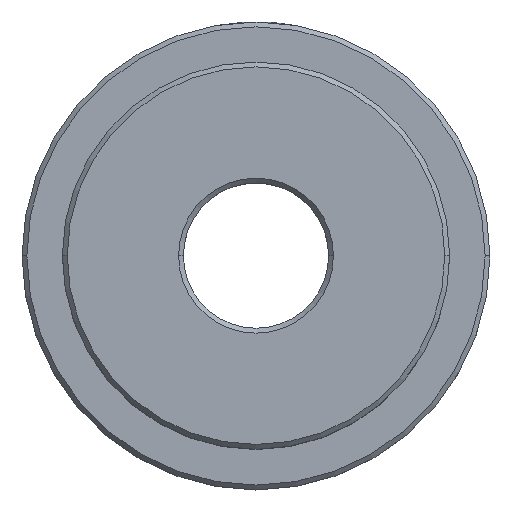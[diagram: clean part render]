
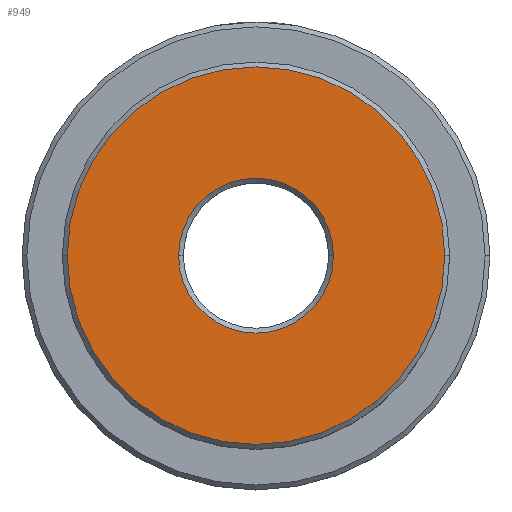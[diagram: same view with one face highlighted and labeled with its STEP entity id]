
A CAD part, top view. The second image highlights one B-rep face of the part: STEP entity #949.
In plain terms, the highlighted planar face has unit normal (0, 0, 1).
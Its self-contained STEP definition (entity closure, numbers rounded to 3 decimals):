
#97 = EDGE_CURVE ( 'NONE', #1324, #790, #212, .T. ) ;
#114 = CARTESIAN_POINT ( 'NONE',  ( 0., 0., 14. ) ) ;
#137 = DIRECTION ( 'NONE',  ( 0., 0., -1. ) ) ;
#178 = ORIENTED_EDGE ( 'NONE', *, *, #1402, .T. ) ;
#212 = CIRCLE ( 'NONE', #1408, 11.7 ) ;
#243 = CARTESIAN_POINT ( 'NONE',  ( -11.7, 0., 14. ) ) ;
#244 = CARTESIAN_POINT ( 'NONE',  ( -4.8, 0., 14. ) ) ;
#311 = ORIENTED_EDGE ( 'NONE', *, *, #831, .T. ) ;
#352 = DIRECTION ( 'NONE',  ( 0., 0., 1. ) ) ;
#364 = CARTESIAN_POINT ( 'NONE',  ( 4.8, 0., 14. ) ) ;
#378 = CARTESIAN_POINT ( 'NONE',  ( 0., 0., 14. ) ) ;
#394 = AXIS2_PLACEMENT_3D ( 'NONE', #467, #1257, #575 ) ;
#400 = FACE_OUTER_BOUND ( 'NONE', #1028, .T. ) ;
#457 = AXIS2_PLACEMENT_3D ( 'NONE', #378, #1387, #700 ) ;
#467 = CARTESIAN_POINT ( 'NONE',  ( 0., 0., 14. ) ) ;
#575 = DIRECTION ( 'NONE',  ( 1., 0., 0. ) ) ;
#585 = DIRECTION ( 'NONE',  ( 0., 0., 1. ) ) ;
#591 = PLANE ( 'NONE',  #457 ) ;
#643 = FACE_BOUND ( 'NONE', #965, .T. ) ;
#685 = CIRCLE ( 'NONE', #394, 4.8 ) ;
#700 = DIRECTION ( 'NONE',  ( 1., 0., 0. ) ) ;
#747 = CIRCLE ( 'NONE', #1169, 4.8 ) ;
#781 = CIRCLE ( 'NONE', #1412, 11.7 ) ;
#786 = CARTESIAN_POINT ( 'NONE',  ( 0., 0., 14. ) ) ;
#790 = VERTEX_POINT ( 'NONE', #243 ) ;
#831 = EDGE_CURVE ( 'NONE', #1313, #1009, #747, .T. ) ;
#891 = CARTESIAN_POINT ( 'NONE',  ( 11.7, 0., 14. ) ) ;
#904 = DIRECTION ( 'NONE',  ( 1., 0., 0. ) ) ;
#949 = ADVANCED_FACE ( 'NONE', ( #643, #400 ), #591, .T. ) ;
#965 = EDGE_LOOP ( 'NONE', ( #1134, #311 ) ) ;
#977 = EDGE_CURVE ( 'NONE', #1009, #1313, #685, .T. ) ;
#1009 = VERTEX_POINT ( 'NONE', #364 ) ;
#1028 = EDGE_LOOP ( 'NONE', ( #178, #1064 ) ) ;
#1064 = ORIENTED_EDGE ( 'NONE', *, *, #97, .T. ) ;
#1134 = ORIENTED_EDGE ( 'NONE', *, *, #977, .T. ) ;
#1169 = AXIS2_PLACEMENT_3D ( 'NONE', #786, #137, #904 ) ;
#1257 = DIRECTION ( 'NONE',  ( 0., 0., -1. ) ) ;
#1269 = CARTESIAN_POINT ( 'NONE',  ( 0., 0., 14. ) ) ;
#1313 = VERTEX_POINT ( 'NONE', #244 ) ;
#1324 = VERTEX_POINT ( 'NONE', #891 ) ;
#1383 = DIRECTION ( 'NONE',  ( 1., 0., 0. ) ) ;
#1387 = DIRECTION ( 'NONE',  ( 0., 0., 1. ) ) ;
#1402 = EDGE_CURVE ( 'NONE', #790, #1324, #781, .T. ) ;
#1408 = AXIS2_PLACEMENT_3D ( 'NONE', #114, #352, #1442 ) ;
#1412 = AXIS2_PLACEMENT_3D ( 'NONE', #1269, #585, #1383 ) ;
#1442 = DIRECTION ( 'NONE',  ( 1., 0., 0. ) ) ;
